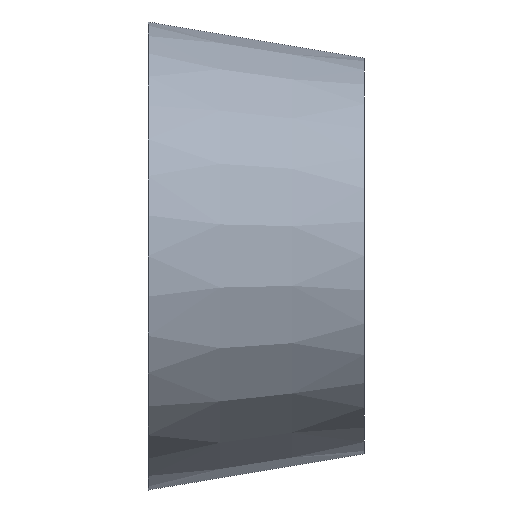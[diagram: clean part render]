
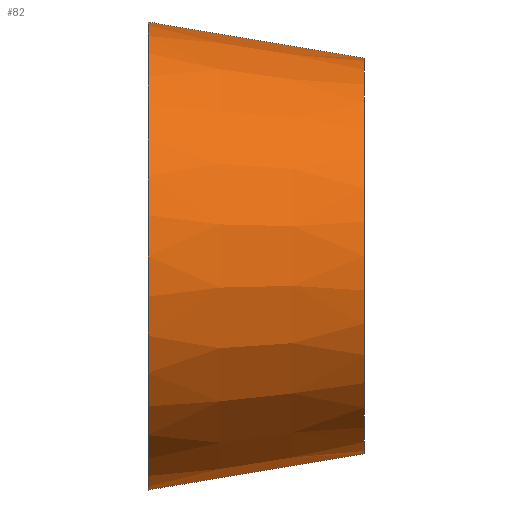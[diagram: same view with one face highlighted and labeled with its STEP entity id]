
A CAD part, front view. The second image highlights one B-rep face of the part: STEP entity #82.
In plain terms, the highlighted conical face has half-angle 9.462 degrees and reference radius 8.255 mm.
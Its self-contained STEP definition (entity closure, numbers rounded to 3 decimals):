
#2 = DIRECTION ( 'NONE',  ( 0., 0., 1. ) ) ;
#3 = DIRECTION ( 'NONE',  ( -1., 0., 0. ) ) ;
#31 = EDGE_CURVE ( 'NONE', #64, #39, #86, .T. ) ;
#38 = EDGE_CURVE ( 'NONE', #47, #39, #66, .T. ) ;
#39 = VERTEX_POINT ( 'NONE', #113 ) ;
#41 = VERTEX_POINT ( 'NONE', #162 ) ;
#47 = VERTEX_POINT ( 'NONE', #126 ) ;
#53 = AXIS2_PLACEMENT_3D ( 'NONE', #78, #77, #57 ) ;
#54 = DIRECTION ( 'NONE',  ( -0.986, 0., -0.164 ) ) ;
#55 = VECTOR ( 'NONE', #54, 1000. ) ;
#56 = CARTESIAN_POINT ( 'NONE',  ( 0., 0., -8.255 ) ) ;
#57 = DIRECTION ( 'NONE',  ( 0., 0., 1. ) ) ;
#62 = EDGE_CURVE ( 'NONE', #41, #64, #145, .T. ) ;
#64 = VERTEX_POINT ( 'NONE', #153 ) ;
#66 = LINE ( 'NONE', #56, #55 ) ;
#75 = ORIENTED_EDGE ( 'NONE', *, *, #38, .F. ) ;
#77 = DIRECTION ( 'NONE',  ( -1., 0., 0. ) ) ;
#78 = CARTESIAN_POINT ( 'NONE',  ( 0., 0., 0. ) ) ;
#82 = ADVANCED_FACE ( 'NONE', ( #139 ), #85, .T. ) ;
#84 = ORIENTED_EDGE ( 'NONE', *, *, #95, .T. ) ;
#85 = CONICAL_SURFACE ( 'NONE', #53, 8.255, 0.165 ) ;
#86 = CIRCLE ( 'NONE', #89, 8.255 ) ;
#89 = AXIS2_PLACEMENT_3D ( 'NONE', #104, #103, #102 ) ;
#93 = EDGE_LOOP ( 'NONE', ( #75, #84, #96, #94 ) ) ;
#94 = ORIENTED_EDGE ( 'NONE', *, *, #31, .T. ) ;
#95 = EDGE_CURVE ( 'NONE', #47, #41, #171, .T. ) ;
#96 = ORIENTED_EDGE ( 'NONE', *, *, #62, .T. ) ;
#102 = DIRECTION ( 'NONE',  ( 0., 0., 1. ) ) ;
#103 = DIRECTION ( 'NONE',  ( 1., 0., 0. ) ) ;
#104 = CARTESIAN_POINT ( 'NONE',  ( 0., 0., 0. ) ) ;
#113 = CARTESIAN_POINT ( 'NONE',  ( 0., 0., -8.255 ) ) ;
#126 = CARTESIAN_POINT ( 'NONE',  ( 7.62, 0., -6.985 ) ) ;
#135 = DIRECTION ( 'NONE',  ( -0.986, 0., 0.164 ) ) ;
#136 = VECTOR ( 'NONE', #135, 1000. ) ;
#139 = FACE_OUTER_BOUND ( 'NONE', #93, .T. ) ;
#144 = CARTESIAN_POINT ( 'NONE',  ( 0., 0., 8.255 ) ) ;
#145 = LINE ( 'NONE', #144, #136 ) ;
#153 = CARTESIAN_POINT ( 'NONE',  ( 0., 0., 8.255 ) ) ;
#162 = CARTESIAN_POINT ( 'NONE',  ( 7.62, 0., 6.985 ) ) ;
#169 = CARTESIAN_POINT ( 'NONE',  ( 7.62, 0., 0. ) ) ;
#170 = AXIS2_PLACEMENT_3D ( 'NONE', #169, #3, #2 ) ;
#171 = CIRCLE ( 'NONE', #170, 6.985 ) ;
